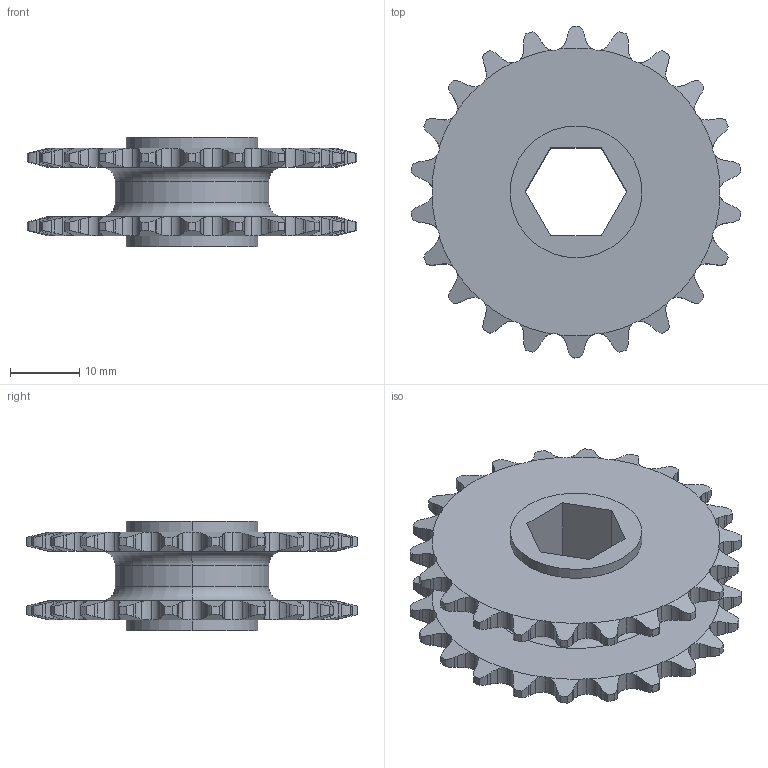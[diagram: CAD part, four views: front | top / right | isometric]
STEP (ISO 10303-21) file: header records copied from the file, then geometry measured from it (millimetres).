
FILE_DESCRIPTION (( 'STEP AP214' ), '1' );
FILE_NAME ('217-7374 20200930.STEP', '2020-10-01T15:22:10', ( '' ), ( '' ), 'SwSTEP 2.0', 'SolidWorks 2019', '' );
FILE_SCHEMA (( 'AUTOMOTIVE_DESIGN' ));
Length unit declared in the file: millimetre
Products named in the file (1): 217-7374 20200930
Bounding box: 47.63 x 47.97 x 15.88 mm (x, y, z)
Volume: 9946.3 mm3; surface area: 7317.7 mm2
Topology: 1 solids, 1 shells, 506 faces, 1496 edges, 996 vertices
Faces by surface type: cylinder 314, plane 100, cone 88, torus 4
Entity records: 18346 total; most frequent: CARTESIAN_POINT 5815, ORIENTED_EDGE 2992, DIRECTION 2178, EDGE_CURVE 1496, VERTEX_POINT 996, AXIS2_PLACEMENT_3D 879, B_SPLINE_CURVE_WITH_KNOTS 704, EDGE_LOOP 512
